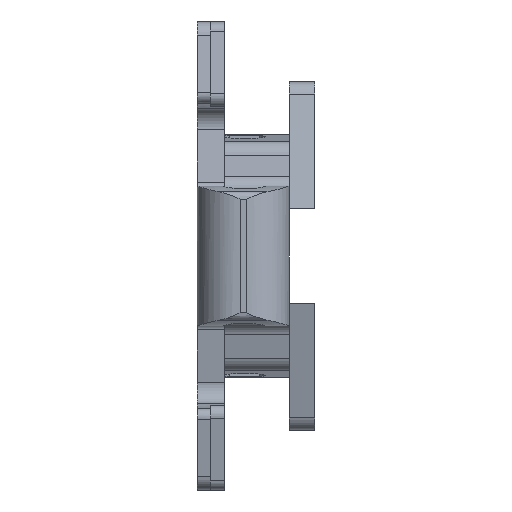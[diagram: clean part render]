
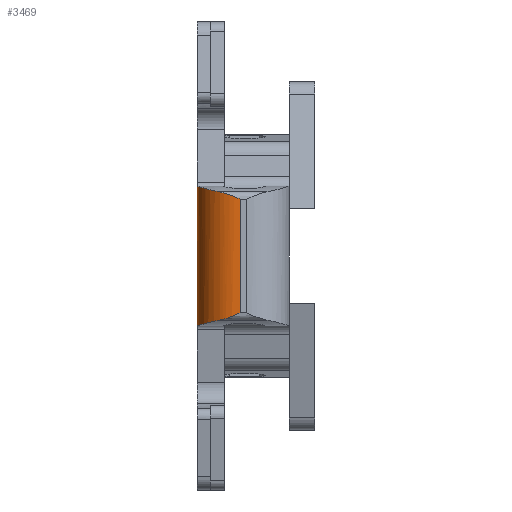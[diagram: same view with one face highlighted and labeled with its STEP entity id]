
A CAD part, left-side view. The second image highlights one B-rep face of the part: STEP entity #3469.
In plain terms, the highlighted cylindrical face has radius 7.6 mm (diameter 15.2 mm), a partial arc.
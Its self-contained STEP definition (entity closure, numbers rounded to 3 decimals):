
#1158=DIRECTION('',(0.,0.,-1.));
#1159=VECTOR('',#1158,20.078);
#1160=CARTESIAN_POINT('',(-38.103,-7.6,
10.039));
#1161=LINE('',#1160,#1159);
#1162=CARTESIAN_POINT('',(-38.103,-7.6,
-10.039));
#1163=CARTESIAN_POINT('',(-38.103,-7.105,
-10.246));
#1164=CARTESIAN_POINT('',(-38.006,-6.172,
-10.635));
#1165=CARTESIAN_POINT('',(-37.665,-4.967,
-11.074));
#1166=CARTESIAN_POINT('',(-37.348,-4.279,
-11.252));
#1167=CARTESIAN_POINT('',(-37.177,-3.964,
-11.306));
#1169=CARTESIAN_POINT('',(-37.177,-3.964,
-11.306));
#1170=CARTESIAN_POINT('',(-36.957,-3.562,
-11.376));
#1171=CARTESIAN_POINT('',(-36.447,-2.797,
-11.532));
#1172=CARTESIAN_POINT('',(-35.475,-1.797,
-11.783));
#1173=CARTESIAN_POINT('',(-34.347,-0.996,
-12.016));
#1174=CARTESIAN_POINT('',(-33.113,-0.42,
-12.2));
#1175=CARTESIAN_POINT('',(-31.818,-0.075,
-12.315));
#1176=CARTESIAN_POINT('',(-30.939,0.,
-12.341));
#1177=CARTESIAN_POINT('',(-30.503,0.,
-12.34));
#1179=DIRECTION('',(0.,0.,1.));
#1180=VECTOR('',#1179,24.68);
#1181=CARTESIAN_POINT('',(-30.503,0.,
-12.34));
#1182=LINE('',#1181,#1180);
#1183=CARTESIAN_POINT('',(-30.503,0.,
12.34));
#1184=CARTESIAN_POINT('',(-30.939,0.,
12.341));
#1185=CARTESIAN_POINT('',(-31.819,-0.076,
12.315));
#1186=CARTESIAN_POINT('',(-33.114,-0.421,
12.2));
#1187=CARTESIAN_POINT('',(-34.348,-0.997,
12.016));
#1188=CARTESIAN_POINT('',(-35.476,-1.798,
11.783));
#1189=CARTESIAN_POINT('',(-36.447,-2.798,
11.531));
#1190=CARTESIAN_POINT('',(-36.958,-3.563,
11.376));
#1191=CARTESIAN_POINT('',(-37.177,-3.964,
11.306));
#1193=CARTESIAN_POINT('',(-37.177,-3.964,
11.306));
#1194=CARTESIAN_POINT('',(-37.348,-4.279,
11.252));
#1195=CARTESIAN_POINT('',(-37.665,-4.967,
11.074));
#1196=CARTESIAN_POINT('',(-38.006,-6.172,
10.635));
#1197=CARTESIAN_POINT('',(-38.103,-7.105,
10.246));
#1198=CARTESIAN_POINT('',(-38.103,-7.6,
10.039));
#1813=CARTESIAN_POINT('',(-30.503,0.,
12.34));
#1814=VERTEX_POINT('',#1813);
#1815=CARTESIAN_POINT('',(-30.503,0.,
-12.34));
#1816=VERTEX_POINT('',#1815);
#1858=CARTESIAN_POINT('',(-38.103,-7.6,
10.039));
#1859=CARTESIAN_POINT('',(-38.103,-7.6,
-10.039));
#1860=VERTEX_POINT('',#1858);
#1861=VERTEX_POINT('',#1859);
#1862=VERTEX_POINT('',#1167);
#1863=VERTEX_POINT('',#1191);
#3454=CARTESIAN_POINT('',(-30.503,-7.6,
-29.881));
#3455=DIRECTION('',(0.,0.,1.));
#3456=DIRECTION('',(1.,0.,0.));
#3457=AXIS2_PLACEMENT_3D('',#3454,#3455,#3456);
#3458=CYLINDRICAL_SURFACE('',#3457,7.6);
#3459=ORIENTED_EDGE('',*,*,#3444,.T.);
#3461=ORIENTED_EDGE('',*,*,#3460,.T.);
#3462=ORIENTED_EDGE('',*,*,#3349,.T.);
#3463=ORIENTED_EDGE('',*,*,#2279,.T.);
#3464=ORIENTED_EDGE('',*,*,#3390,.T.);
#3466=ORIENTED_EDGE('',*,*,#3465,.T.);
#3467=EDGE_LOOP('',(#3459,#3461,#3462,#3463,#3464,#3466));
#3468=FACE_OUTER_BOUND('',#3467,.F.);
#3469=ADVANCED_FACE('',(#3468),#3458,.T.);
#1168=B_SPLINE_CURVE_WITH_KNOTS('',3,(#1162,#1163,#1164,#1165,#1166,#1167),
.UNSPECIFIED.,.F.,.F.,(4,1,1,4),(0.,0.333,0.667,1.),
.UNSPECIFIED.);
#1178=B_SPLINE_CURVE_WITH_KNOTS('',3,(#1169,#1170,#1171,#1172,#1173,#1174,#1175,
#1176,#1177),.UNSPECIFIED.,.F.,.F.,(4,1,1,1,1,1,4),(0.,0.167,
0.333,0.5,0.667,0.833,1.),
.UNSPECIFIED.);
#1192=B_SPLINE_CURVE_WITH_KNOTS('',3,(#1183,#1184,#1185,#1186,#1187,#1188,#1189,
#1190,#1191),.UNSPECIFIED.,.F.,.F.,(4,1,1,1,1,1,4),(0.,0.167,
0.333,0.5,0.667,0.833,1.),
.UNSPECIFIED.);
#1199=B_SPLINE_CURVE_WITH_KNOTS('',3,(#1193,#1194,#1195,#1196,#1197,#1198),
.UNSPECIFIED.,.F.,.F.,(4,1,1,4),(0.,0.333,0.667,1.),
.UNSPECIFIED.);
#2279=EDGE_CURVE('',#1816,#1814,#1182,.T.);
#3349=EDGE_CURVE('',#1862,#1816,#1178,.T.);
#3390=EDGE_CURVE('',#1814,#1863,#1192,.T.);
#3444=EDGE_CURVE('',#1860,#1861,#1161,.T.);
#3460=EDGE_CURVE('',#1861,#1862,#1168,.T.);
#3465=EDGE_CURVE('',#1863,#1860,#1199,.T.);
